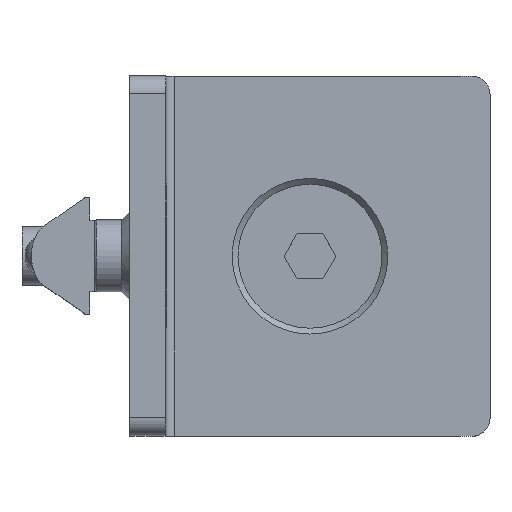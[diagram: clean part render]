
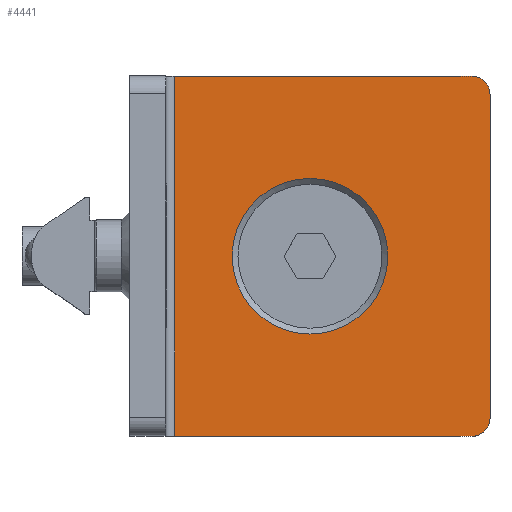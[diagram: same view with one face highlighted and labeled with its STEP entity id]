
A CAD part, top view. The second image highlights one B-rep face of the part: STEP entity #4441.
In plain terms, the highlighted face is planar.
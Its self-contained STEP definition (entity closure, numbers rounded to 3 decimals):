
#2354=CIRCLE('',#4229,2.);
#2355=CIRCLE('',#4230,2.);
#2356=CIRCLE('',#4231,8.65);
#2418=ORIENTED_EDGE('',*,*,#3311,.T.);
#2419=ORIENTED_EDGE('',*,*,#3308,.F.);
#2420=ORIENTED_EDGE('',*,*,#3312,.T.);
#2421=ORIENTED_EDGE('',*,*,#3313,.T.);
#2422=ORIENTED_EDGE('',*,*,#3314,.T.);
#2423=ORIENTED_EDGE('',*,*,#3315,.T.);
#2424=ORIENTED_EDGE('',*,*,#3316,.F.);
#2855=VECTOR('',#3765,1.);
#2858=VECTOR('',#3774,1.);
#2859=VECTOR('',#3775,1.);
#2860=VECTOR('',#3776,1.);
#3003=LINE('',#4562,#2855);
#3006=LINE('',#4571,#2858);
#3007=LINE('',#4573,#2859);
#3008=LINE('',#4574,#2860);
#3154=VERTEX_POINT('',#4560);
#3155=VERTEX_POINT('',#4561);
#3156=VERTEX_POINT('',#4566);
#3157=VERTEX_POINT('',#4568);
#3158=VERTEX_POINT('',#4570);
#3159=VERTEX_POINT('',#4572);
#3160=VERTEX_POINT('',#4575);
#3308=EDGE_CURVE('',#3154,#3155,#3003,.T.);
#3311=EDGE_CURVE('',#3156,#3155,#2354,.T.);
#3312=EDGE_CURVE('',#3154,#3157,#2355,.T.);
#3313=EDGE_CURVE('',#3157,#3158,#3006,.T.);
#3314=EDGE_CURVE('',#3158,#3159,#3007,.T.);
#3315=EDGE_CURVE('',#3159,#3156,#3008,.T.);
#3316=EDGE_CURVE('',#3160,#3160,#2356,.T.);
#3526=EDGE_LOOP('',(#2418,#2419,#2420,#2421,#2422,#2423));
#3527=EDGE_LOOP('',(#2424));
#3640=FACE_BOUND('',#3526,.T.);
#3641=FACE_BOUND('',#3527,.T.);
#3765=DIRECTION('',(0.,0.,36.));
#3768=DIRECTION('',(0.,1.,0.));
#3769=DIRECTION('',(1.,0.,0.));
#3770=DIRECTION('',(0.,1.,0.));
#3771=DIRECTION('',(0.,0.,2.));
#3772=DIRECTION('',(0.,1.,0.));
#3773=DIRECTION('',(2.,0.,0.));
#3774=DIRECTION('',(-33.,0.,0.));
#3775=DIRECTION('',(0.,0.,40.));
#3776=DIRECTION('',(33.,0.,0.));
#3777=DIRECTION('',(0.,1.,0.));
#3778=DIRECTION('',(0.,0.,-8.65));
#4228=AXIS2_PLACEMENT_3D('',#4565,#3768,#3769);
#4229=AXIS2_PLACEMENT_3D('',#4567,#3770,#3771);
#4230=AXIS2_PLACEMENT_3D('',#4569,#3772,#3773);
#4231=AXIS2_PLACEMENT_3D('',#4576,#3777,#3778);
#4387=PLANE('',#4228);
#4441=ADVANCED_FACE('',(#3640,#3641),#4387,.T.);
#4560=CARTESIAN_POINT('',(76.215,33.528,2.));
#4561=CARTESIAN_POINT('',(76.215,33.528,38.));
#4562=CARTESIAN_POINT('',(76.215,33.528,2.));
#4565=CARTESIAN_POINT('',(74.215,33.528,40.));
#4566=CARTESIAN_POINT('',(74.215,33.528,40.));
#4567=CARTESIAN_POINT('',(74.215,33.528,38.));
#4568=CARTESIAN_POINT('',(74.215,33.528,0.));
#4569=CARTESIAN_POINT('',(74.215,33.528,2.));
#4570=CARTESIAN_POINT('',(41.215,33.528,0.));
#4571=CARTESIAN_POINT('',(74.215,33.528,0.));
#4572=CARTESIAN_POINT('',(41.215,33.528,40.));
#4573=CARTESIAN_POINT('',(41.215,33.528,0.));
#4574=CARTESIAN_POINT('',(41.215,33.528,40.));
#4575=CARTESIAN_POINT('',(56.215,33.528,11.35));
#4576=CARTESIAN_POINT('',(56.215,33.528,20.));
